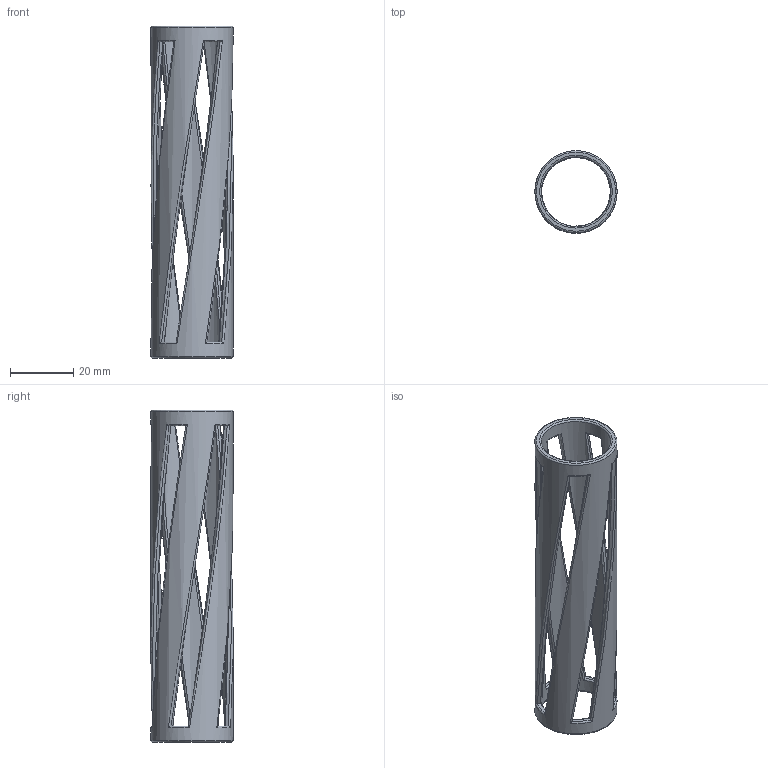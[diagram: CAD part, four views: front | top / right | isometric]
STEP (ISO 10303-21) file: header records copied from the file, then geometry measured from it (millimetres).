
FILE_DESCRIPTION(('STEP AP242'), '1');
FILE_NAME('itemTubeBraid_V4', '', ('UNSPECIFIED'), ('UNSPECIFIED'), 'C3D Converter', 'C3D Toolkit', '');
FILE_SCHEMA(('AP242_MANAGED_MODEL_BASED_3D_ENGINEERING_MIM_LF { 1 0 10303 442 1 1 4 }'));
Length unit declared in the file: millimetre
Bounding box: 26 x 26 x 105 mm (x, y, z)
Surface area: 12298.3 mm2 (no closed solid volume)
Topology: 0 solids, 1 shells, 72 faces, 215 edges, 140 vertices
Faces by surface type: bspline 34, torus 24, plane 12, cylinder 2
Full cylindrical faces by diameter (mm): 22 x1, 26 x1
Entity records: 6553 total; most frequent: CARTESIAN_POINT 4904, ORIENTED_EDGE 406, DIRECTION 210, EDGE_CURVE 204, VERTEX_POINT 138, B_SPLINE_CURVE_WITH_KNOTS 129, AXIS2_PLACEMENT_3D 95, EDGE_LOOP 90
